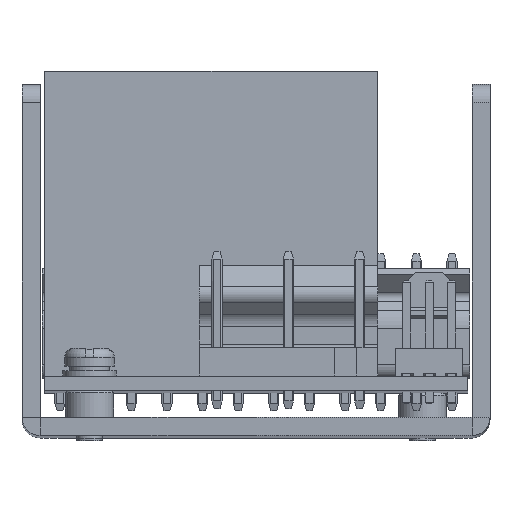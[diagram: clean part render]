
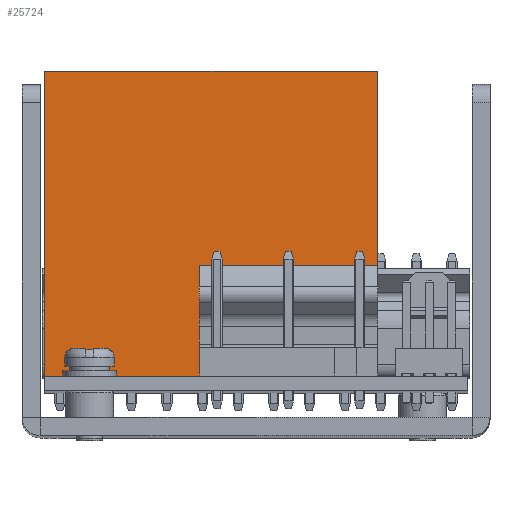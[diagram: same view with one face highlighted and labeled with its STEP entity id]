
A CAD part, top view. The second image highlights one B-rep face of the part: STEP entity #25724.
In plain terms, the highlighted planar face has unit normal (0, 0, 1).
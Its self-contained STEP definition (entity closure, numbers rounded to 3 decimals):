
#20649=DIRECTION('',(1.,0.,0.));
#20650=VECTOR('',#20649,37.);
#20651=CARTESIAN_POINT('',(-18.5,0.,17.25));
#20652=LINE('',#20651,#20650);
#20669=DIRECTION('',(0.,1.,0.));
#20670=VECTOR('',#20669,34.);
#20671=CARTESIAN_POINT('',(18.5,0.,17.25));
#20672=LINE('',#20671,#20670);
#20673=DIRECTION('',(0.,1.,0.));
#20674=VECTOR('',#20673,34.);
#20675=CARTESIAN_POINT('',(-18.5,0.,17.25));
#20676=LINE('',#20675,#20674);
#20689=DIRECTION('',(1.,0.,0.));
#20690=VECTOR('',#20689,37.);
#20691=CARTESIAN_POINT('',(-18.5,34.,17.25));
#20692=LINE('',#20691,#20690);
#24402=CARTESIAN_POINT('',(-18.5,0.,17.25));
#24404=VERTEX_POINT('',#24402);
#24405=CARTESIAN_POINT('',(18.5,0.,17.25));
#24406=VERTEX_POINT('',#24405);
#24410=CARTESIAN_POINT('',(-18.5,34.,17.25));
#24412=VERTEX_POINT('',#24410);
#24413=CARTESIAN_POINT('',(18.5,34.,17.25));
#24414=VERTEX_POINT('',#24413);
#25712=CARTESIAN_POINT('',(-18.5,0.,17.25));
#25713=DIRECTION('',(0.,0.,1.));
#25714=DIRECTION('',(1.,0.,0.));
#25715=AXIS2_PLACEMENT_3D('',#25712,#25713,#25714);
#25716=PLANE('',#25715);
#25717=ORIENTED_EDGE('',*,*,#25660,.F.);
#25718=ORIENTED_EDGE('',*,*,#25679,.T.);
#25720=ORIENTED_EDGE('',*,*,#25719,.T.);
#25721=ORIENTED_EDGE('',*,*,#25704,.F.);
#25722=EDGE_LOOP('',(#25717,#25718,#25720,#25721));
#25723=FACE_OUTER_BOUND('',#25722,.F.);
#25660=EDGE_CURVE('',#24404,#24406,#20652,.T.);
#25679=EDGE_CURVE('',#24404,#24412,#20676,.T.);
#25704=EDGE_CURVE('',#24406,#24414,#20672,.T.);
#25719=EDGE_CURVE('',#24412,#24414,#20692,.T.);
#25724=ADVANCED_FACE('',(#25723),#25716,.T.);
